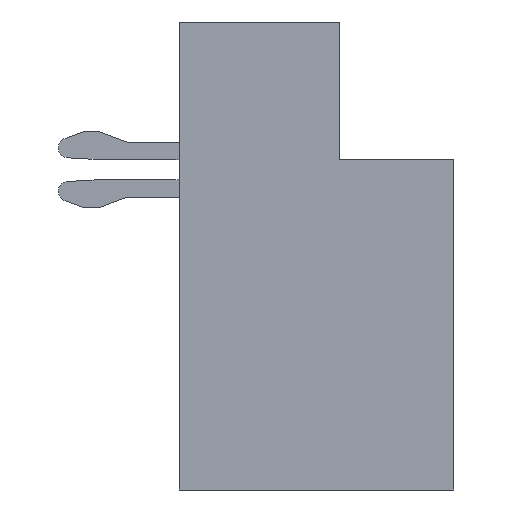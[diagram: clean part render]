
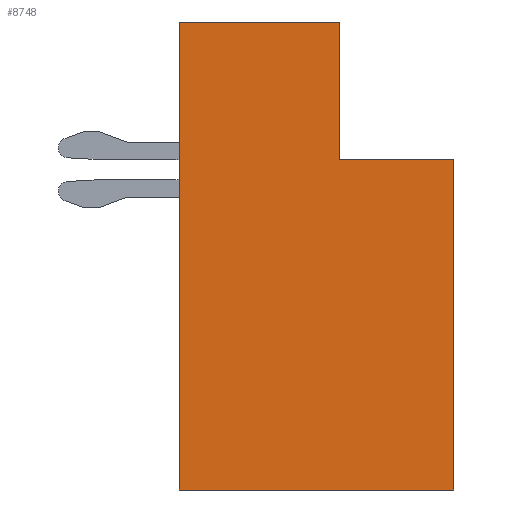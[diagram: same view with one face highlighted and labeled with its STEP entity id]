
A CAD part, left-side view. The second image highlights one B-rep face of the part: STEP entity #8748.
In plain terms, the highlighted planar face has unit normal (-1, 0, 0).
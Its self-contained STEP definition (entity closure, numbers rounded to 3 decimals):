
#631 = ORIENTED_EDGE ( 'NONE', *, *, #4451, .T. ) ;
#664 = ORIENTED_EDGE ( 'NONE', *, *, #12391, .T. ) ;
#1363 = EDGE_CURVE ( 'NONE', #6871, #12078, #26620, .T. ) ;
#1545 = LINE ( 'NONE', #30815, #28802 ) ;
#1690 = LINE ( 'NONE', #26761, #9375 ) ;
#4451 = EDGE_CURVE ( 'NONE', #12078, #22477, #1545, .T. ) ;
#5291 = ORIENTED_EDGE ( 'NONE', *, *, #13566, .F. ) ;
#6650 = CARTESIAN_POINT ( 'NONE',  ( -8., 2., 0. ) ) ;
#6871 = VERTEX_POINT ( 'NONE', #6650 ) ;
#8748 = ADVANCED_FACE ( 'NONE', ( #12299 ), #22333, .T. ) ;
#8769 = VECTOR ( 'NONE', #36628, 1000. ) ;
#9375 = VECTOR ( 'NONE', #20885, 1000. ) ;
#9634 = CARTESIAN_POINT ( 'NONE',  ( -8., -0.74, 0. ) ) ;
#10818 = DIRECTION ( 'NONE',  ( 0., 0., 1. ) ) ;
#10874 = EDGE_CURVE ( 'NONE', #19431, #23513, #24747, .T. ) ;
#11411 = CARTESIAN_POINT ( 'NONE',  ( -8., -1.2, 9.35 ) ) ;
#12078 = VERTEX_POINT ( 'NONE', #25614 ) ;
#12299 = FACE_OUTER_BOUND ( 'NONE', #28123, .T. ) ;
#12391 = EDGE_CURVE ( 'NONE', #23513, #14052, #1690, .T. ) ;
#13111 = CARTESIAN_POINT ( 'NONE',  ( -8., -2.115, 6.6 ) ) ;
#13566 = EDGE_CURVE ( 'NONE', #6871, #14052, #27010, .T. ) ;
#13920 = DIRECTION ( 'NONE',  ( 0., -1., 0. ) ) ;
#14052 = VERTEX_POINT ( 'NONE', #37509 ) ;
#15397 = CARTESIAN_POINT ( 'NONE',  ( -8., 2., 4.675 ) ) ;
#15666 = AXIS2_PLACEMENT_3D ( 'NONE', #31226, #25249, #13920 ) ;
#16248 = CARTESIAN_POINT ( 'NONE',  ( -8., -1.2, 4.675 ) ) ;
#16483 = VECTOR ( 'NONE', #18596, 1000. ) ;
#17150 = EDGE_CURVE ( 'NONE', #19431, #22477, #35920, .T. ) ;
#18596 = DIRECTION ( 'NONE',  ( 0., 0., 1. ) ) ;
#19431 = VERTEX_POINT ( 'NONE', #24876 ) ;
#20568 = ORIENTED_EDGE ( 'NONE', *, *, #10874, .T. ) ;
#20675 = ORIENTED_EDGE ( 'NONE', *, *, #17150, .F. ) ;
#20885 = DIRECTION ( 'NONE',  ( 0., 1., 0. ) ) ;
#22333 = PLANE ( 'NONE',  #15666 ) ;
#22477 = VERTEX_POINT ( 'NONE', #23229 ) ;
#23229 = CARTESIAN_POINT ( 'NONE',  ( -8., -3.48, 6.6 ) ) ;
#23513 = VERTEX_POINT ( 'NONE', #11411 ) ;
#24747 = LINE ( 'NONE', #16248, #8769 ) ;
#24876 = CARTESIAN_POINT ( 'NONE',  ( -8., -1.2, 6.6 ) ) ;
#25249 = DIRECTION ( 'NONE',  ( -1., 0., 0. ) ) ;
#25614 = CARTESIAN_POINT ( 'NONE',  ( -8., -3.48, 0. ) ) ;
#26620 = LINE ( 'NONE', #9634, #34793 ) ;
#26761 = CARTESIAN_POINT ( 'NONE',  ( -8., -0.74, 9.35 ) ) ;
#27010 = LINE ( 'NONE', #15397, #16483 ) ;
#28123 = EDGE_LOOP ( 'NONE', ( #36086, #631, #20675, #20568, #664, #5291 ) ) ;
#28802 = VECTOR ( 'NONE', #10818, 1000. ) ;
#30815 = CARTESIAN_POINT ( 'NONE',  ( -8., -3.48, 4.675 ) ) ;
#31226 = CARTESIAN_POINT ( 'NONE',  ( -8., 2., 0. ) ) ;
#32276 = VECTOR ( 'NONE', #36120, 1000. ) ;
#34793 = VECTOR ( 'NONE', #35380, 1000. ) ;
#35380 = DIRECTION ( 'NONE',  ( 0., -1., 0. ) ) ;
#35920 = LINE ( 'NONE', #13111, #32276 ) ;
#36086 = ORIENTED_EDGE ( 'NONE', *, *, #1363, .T. ) ;
#36120 = DIRECTION ( 'NONE',  ( 0., -1., 0. ) ) ;
#36628 = DIRECTION ( 'NONE',  ( 0., 0., 1. ) ) ;
#37509 = CARTESIAN_POINT ( 'NONE',  ( -8., 2., 9.35 ) ) ;
